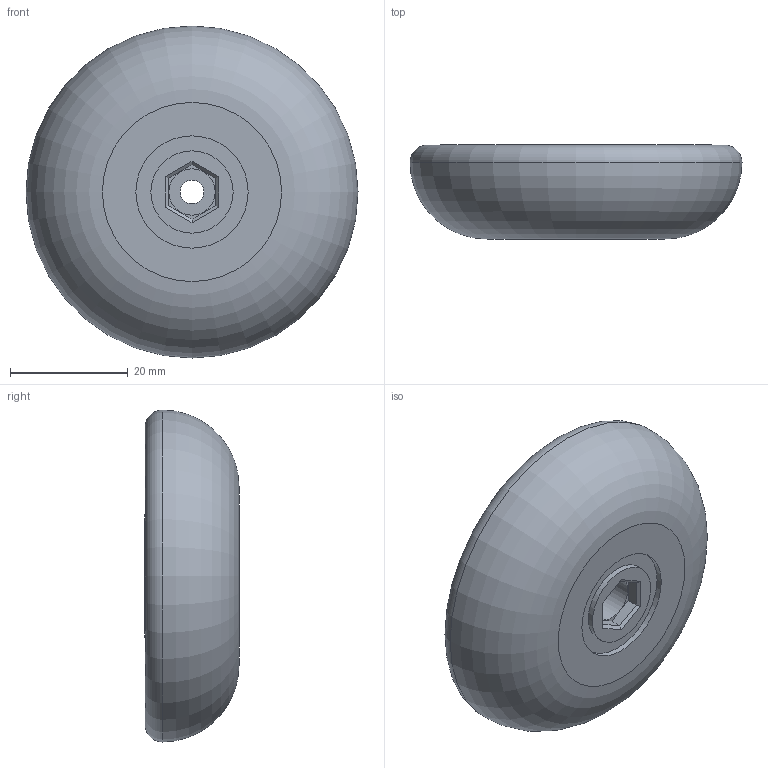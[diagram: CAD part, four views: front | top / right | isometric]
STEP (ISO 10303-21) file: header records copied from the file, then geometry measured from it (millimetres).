
FILE_DESCRIPTION(/* description */ (''),/* implementation_level */ '2;1');
FILE_NAME(/* name */ 'delrin nsoedive reduced gap.step',/* time_stamp */ '2026-02-09T22:20:31-08:00',/* author */ (''),/* organization */ (''),/* preprocessor_version */ 'ST-DEVELOPER v20.1',/* originating_system */ 'Autodesk Translation Framework v14.24.0.0',/* authorisation */ '');
FILE_SCHEMA (('AUTOMOTIVE_DESIGN { 1 0 10303 214 3 1 1 }'));
Length unit declared in the file: millimetre
Products named in the file (1): delrin nsoedive reduced gap
Bounding box: 56.5 x 16 x 56.5 mm (x, y, z)
Volume: 19413.8 mm3; surface area: 8848.1 mm2
Topology: 1 solids, 1 shells, 49 faces, 105 edges, 66 vertices
Faces by surface type: plane 34, cylinder 9, torus 6
Full cylindrical faces by diameter (mm): 4 x1, 7.87 x2, 14 x2, 19 x1, 19.1 x1, 23 x1, 48 x1
Entity records: 1380 total; most frequent: DIRECTION 241, CARTESIAN_POINT 221, ORIENTED_EDGE 210, EDGE_CURVE 105, AXIS2_PLACEMENT_3D 86, LINE 69, VECTOR 69, VERTEX_POINT 66
